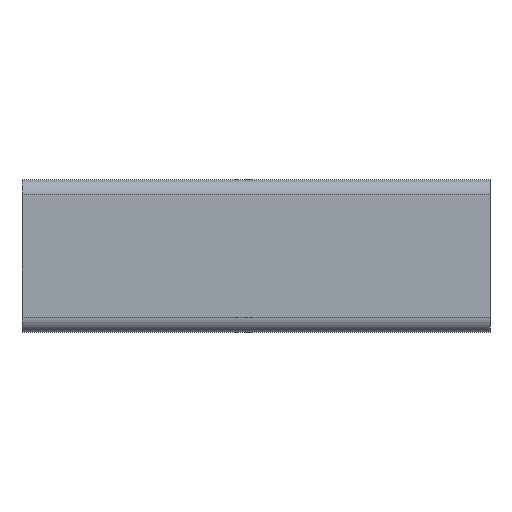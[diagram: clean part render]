
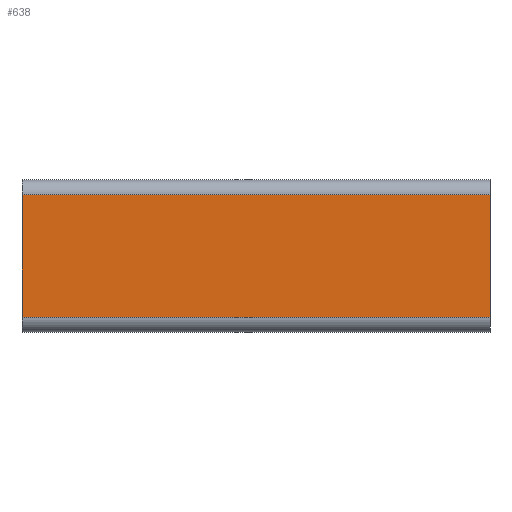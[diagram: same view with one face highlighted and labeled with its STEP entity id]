
A CAD part, top view. The second image highlights one B-rep face of the part: STEP entity #638.
In plain terms, the highlighted planar face has unit normal (0, 0, 1).
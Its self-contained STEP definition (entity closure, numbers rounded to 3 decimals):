
#638 = ADVANCED_FACE( '', ( #2046 ), #2047, .F. );
#2046 = FACE_OUTER_BOUND( '', #4305, .T. );
#2047 = PLANE( '', #4306 );
#4305 = EDGE_LOOP( '', ( #10090, #10091, #10092, #10093 ) );
#4306 = AXIS2_PLACEMENT_3D( '', #10094, #10095, #10096 );
#10090 = ORIENTED_EDGE( '', *, *, #12791, .T. );
#10091 = ORIENTED_EDGE( '', *, *, #13275, .T. );
#10092 = ORIENTED_EDGE( '', *, *, #13118, .F. );
#10093 = ORIENTED_EDGE( '', *, *, #11993, .T. );
#10094 = CARTESIAN_POINT( '', ( 5.5, 6.15, 18.9 ) );
#10095 = DIRECTION( '', ( 0., 0., -1. ) );
#10096 = DIRECTION( '', ( -1., 0., 0. ) );
#11993 = EDGE_CURVE( '', #14474, #14472, #14475, .T. );
#12791 = EDGE_CURVE( '', #14472, #15888, #15890, .T. );
#13118 = EDGE_CURVE( '', #14474, #16436, #16437, .T. );
#13275 = EDGE_CURVE( '', #15888, #16436, #16708, .T. );
#14472 = VERTEX_POINT( '', #18311 );
#14474 = VERTEX_POINT( '', #18313 );
#14475 = LINE( '', #18314, #18315 );
#15888 = VERTEX_POINT( '', #21000 );
#15890 = LINE( '', #21002, #21003 );
#16436 = VERTEX_POINT( '', #21977 );
#16437 = LINE( '', #21978, #21979 );
#16708 = LINE( '', #22497, #22498 );
#18311 = CARTESIAN_POINT( '', ( 40., 6.15, 18.9 ) );
#18313 = CARTESIAN_POINT( '', ( 40., -6.15, 18.9 ) );
#18314 = CARTESIAN_POINT( '', ( 40., -6.15, 18.9 ) );
#18315 = VECTOR( '', #25044, 1000. );
#21000 = CARTESIAN_POINT( '', ( -7., 6.15, 18.9 ) );
#21002 = CARTESIAN_POINT( '', ( 5.5, 6.15, 18.9 ) );
#21003 = VECTOR( '', #26032, 1000. );
#21977 = CARTESIAN_POINT( '', ( -7., -6.15, 18.9 ) );
#21978 = CARTESIAN_POINT( '', ( 5.5, -6.15, 18.9 ) );
#21979 = VECTOR( '', #26379, 1000. );
#22497 = CARTESIAN_POINT( '', ( -7., 6.15, 18.9 ) );
#22498 = VECTOR( '', #26550, 1000. );
#25044 = DIRECTION( '', ( 0., 1., 0. ) );
#26032 = DIRECTION( '', ( -1., 0., 0. ) );
#26379 = DIRECTION( '', ( -1., 0., 0. ) );
#26550 = DIRECTION( '', ( 0., -1., 0. ) );
